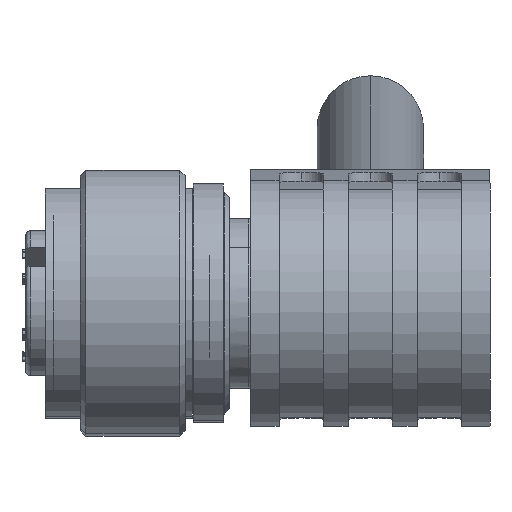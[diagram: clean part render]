
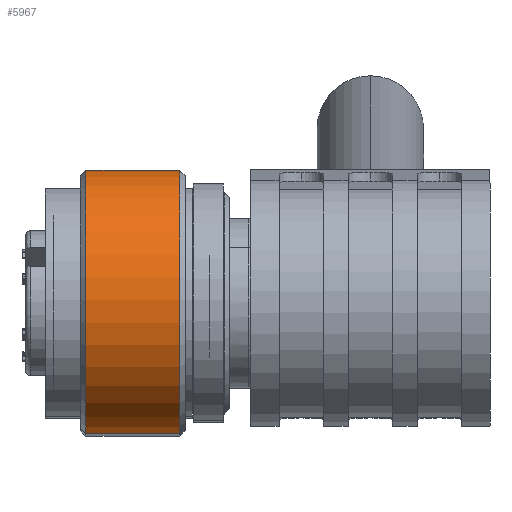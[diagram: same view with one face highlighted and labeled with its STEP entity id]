
A CAD part, top view. The second image highlights one B-rep face of the part: STEP entity #5967.
In plain terms, the highlighted cylindrical face has radius 7.5 mm (diameter 15 mm), a partial arc.
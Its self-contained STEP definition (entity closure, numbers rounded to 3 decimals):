
#4570=CARTESIAN_POINT('',(5.624,0.,0.));
#4571=DIRECTION('',(1.,0.,0.));
#4572=DIRECTION('',(0.,0.98,-0.198));
#4573=AXIS2_PLACEMENT_3D('',#4570,#4571,#4572);
#4584=DIRECTION('',(-1.,0.,0.));
#4585=VECTOR('',#4584,5.3);
#4586=CARTESIAN_POINT('',(10.924,7.352,-1.482));
#4587=LINE('',#4586,#4585);
#4588=DIRECTION('',(1.,0.,0.));
#4589=VECTOR('',#4588,5.3);
#4590=CARTESIAN_POINT('',(5.624,-7.352,1.482));
#4591=LINE('',#4590,#4589);
#5093=CARTESIAN_POINT('',(10.924,0.,0.));
#5094=DIRECTION('',(-1.,0.,0.));
#5095=DIRECTION('',(0.,-0.98,0.198));
#5096=AXIS2_PLACEMENT_3D('',#5093,#5094,#5095);
#5201=CARTESIAN_POINT('',(10.924,7.352,-1.482));
#5202=VERTEX_POINT('',#5201);
#5203=CARTESIAN_POINT('',(10.924,-7.352,1.482));
#5204=VERTEX_POINT('',#5203);
#5205=CARTESIAN_POINT('',(5.624,-7.352,1.482));
#5206=VERTEX_POINT('',#5205);
#5207=CARTESIAN_POINT('',(5.624,7.352,-1.482));
#5208=VERTEX_POINT('',#5207);
#5956=CARTESIAN_POINT('',(11.03,0.,0.));
#5957=DIRECTION('',(-1.,0.,0.));
#5958=DIRECTION('',(0.,0.98,-0.198));
#5959=AXIS2_PLACEMENT_3D('',#5956,#5957,#5958);
#5960=CYLINDRICAL_SURFACE('',#5959,7.5);
#5961=ORIENTED_EDGE('',*,*,#5340,.F.);
#5962=ORIENTED_EDGE('',*,*,#5309,.F.);
#5963=ORIENTED_EDGE('',*,*,#5337,.F.);
#5964=ORIENTED_EDGE('',*,*,#5949,.F.);
#5965=EDGE_LOOP('',(#5961,#5962,#5963,#5964));
#5966=FACE_OUTER_BOUND('',#5965,.F.);
#4574=CIRCLE('',#4573,7.5);
#5097=CIRCLE('',#5096,7.5);
#5309=EDGE_CURVE('',#5208,#5206,#4574,.T.);
#5337=EDGE_CURVE('',#5202,#5208,#4587,.T.);
#5340=EDGE_CURVE('',#5206,#5204,#4591,.T.);
#5949=EDGE_CURVE('',#5204,#5202,#5097,.T.);
#5967=ADVANCED_FACE('',(#5966),#5960,.T.);
